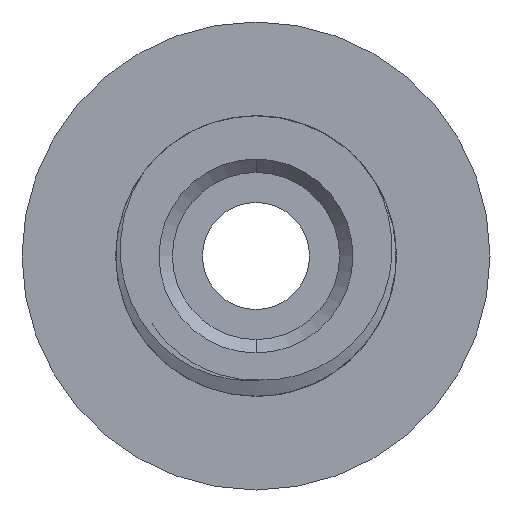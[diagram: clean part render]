
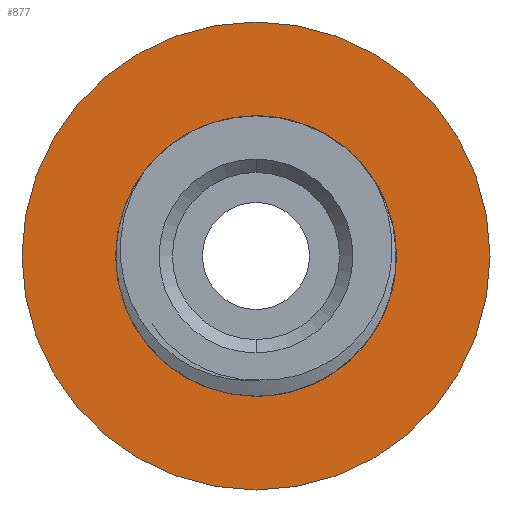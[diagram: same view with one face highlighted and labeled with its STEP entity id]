
A CAD part, front view. The second image highlights one B-rep face of the part: STEP entity #877.
In plain terms, the highlighted planar face has unit normal (0, -1, 0).
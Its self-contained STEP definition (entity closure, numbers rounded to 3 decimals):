
#214 = AXIS2_PLACEMENT_3D ( 'NONE', #2861, #483, #3255 ) ;
#359 = VERTEX_POINT ( 'NONE', #3737 ) ;
#445 = DIRECTION ( 'NONE',  ( 0., -1., 0. ) ) ;
#483 = DIRECTION ( 'NONE',  ( 0., -1., 0. ) ) ;
#580 = AXIS2_PLACEMENT_3D ( 'NONE', #4674, #2300, #5045 ) ;
#847 = FACE_OUTER_BOUND ( 'NONE', #3099, .T. ) ;
#877 = ADVANCED_FACE ( 'NONE', ( #847, #4040 ), #2828, .T. ) ;
#946 = CARTESIAN_POINT ( 'NONE',  ( 0., -7., 10.5 ) ) ;
#1162 = VERTEX_POINT ( 'NONE', #946 ) ;
#1288 = VERTEX_POINT ( 'NONE', #3778 ) ;
#1336 = CARTESIAN_POINT ( 'NONE',  ( 0., -7., 0. ) ) ;
#1559 = VERTEX_POINT ( 'NONE', #1705 ) ;
#1583 = ORIENTED_EDGE ( 'NONE', *, *, #2308, .F. ) ;
#1599 = ORIENTED_EDGE ( 'NONE', *, *, #2570, .T. ) ;
#1705 = CARTESIAN_POINT ( 'NONE',  ( 0., -7., -17.5 ) ) ;
#1743 = DIRECTION ( 'NONE',  ( 0., 0., -1. ) ) ;
#1770 = CARTESIAN_POINT ( 'NONE',  ( 0., -7., 0. ) ) ;
#2094 = AXIS2_PLACEMENT_3D ( 'NONE', #1336, #4134, #1743 ) ;
#2116 = EDGE_CURVE ( 'NONE', #1559, #1288, #3389, .T. ) ;
#2172 = DIRECTION ( 'NONE',  ( 0., 0., -1. ) ) ;
#2300 = DIRECTION ( 'NONE',  ( 0., -1., 0. ) ) ;
#2308 = EDGE_CURVE ( 'NONE', #1162, #359, #4752, .T. ) ;
#2570 = EDGE_CURVE ( 'NONE', #1288, #1559, #4145, .T. ) ;
#2828 = PLANE ( 'NONE',  #4796 ) ;
#2861 = CARTESIAN_POINT ( 'NONE',  ( 0., -7., 0. ) ) ;
#3081 = AXIS2_PLACEMENT_3D ( 'NONE', #1770, #4548, #2172 ) ;
#3099 = EDGE_LOOP ( 'NONE', ( #1599, #4816 ) ) ;
#3227 = DIRECTION ( 'NONE',  ( 0., 0., -1. ) ) ;
#3255 = DIRECTION ( 'NONE',  ( 0., 0., -1. ) ) ;
#3389 = CIRCLE ( 'NONE', #3081, 17.5 ) ;
#3737 = CARTESIAN_POINT ( 'NONE',  ( 0., -7., -10.5 ) ) ;
#3778 = CARTESIAN_POINT ( 'NONE',  ( 0., -7., 17.5 ) ) ;
#3927 = ORIENTED_EDGE ( 'NONE', *, *, #4702, .F. ) ;
#3959 = CIRCLE ( 'NONE', #2094, 10.5 ) ;
#4040 = FACE_BOUND ( 'NONE', #4815, .T. ) ;
#4134 = DIRECTION ( 'NONE',  ( 0., -1., 0. ) ) ;
#4145 = CIRCLE ( 'NONE', #214, 17.5 ) ;
#4548 = DIRECTION ( 'NONE',  ( 0., -1., 0. ) ) ;
#4674 = CARTESIAN_POINT ( 'NONE',  ( 0., -7., 0. ) ) ;
#4702 = EDGE_CURVE ( 'NONE', #359, #1162, #3959, .T. ) ;
#4752 = CIRCLE ( 'NONE', #580, 10.5 ) ;
#4784 = CARTESIAN_POINT ( 'NONE',  ( 0., -7., 0. ) ) ;
#4796 = AXIS2_PLACEMENT_3D ( 'NONE', #4784, #445, #3227 ) ;
#4815 = EDGE_LOOP ( 'NONE', ( #1583, #3927 ) ) ;
#4816 = ORIENTED_EDGE ( 'NONE', *, *, #2116, .T. ) ;
#5045 = DIRECTION ( 'NONE',  ( 0., 0., -1. ) ) ;
